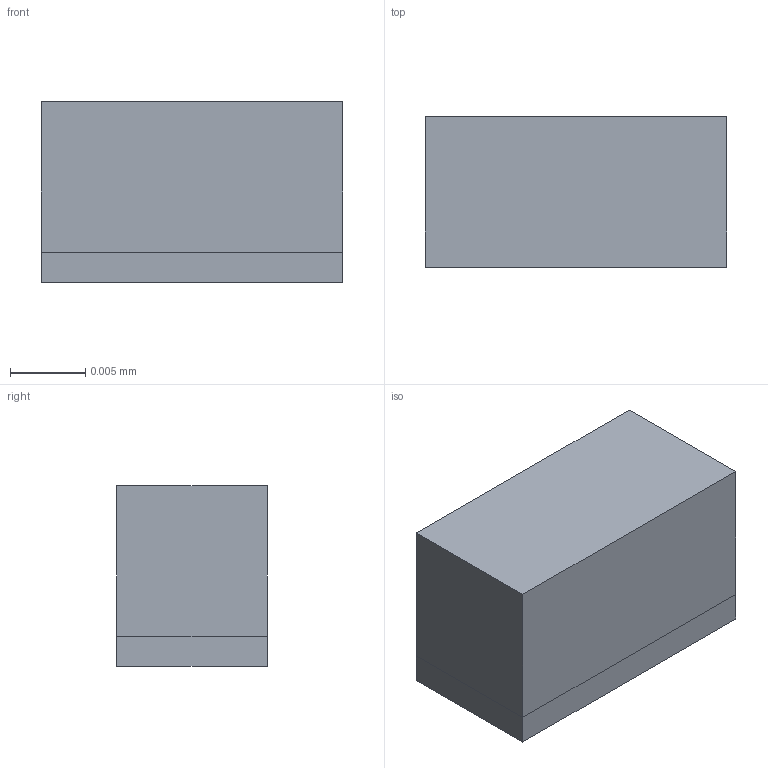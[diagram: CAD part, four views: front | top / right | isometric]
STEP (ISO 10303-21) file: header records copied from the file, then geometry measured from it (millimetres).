
FILE_DESCRIPTION(('STEP AP242'), '1');
FILE_NAME('櫻蠉錪', '2023-04-22T19:55:53', (''), (''), 'ASCON STEP Converter 1.6', 'ASCON Math Kernel', '');
FILE_SCHEMA(('AP242_MANAGED_MODEL_BASED_3D_ENGINEERING_MIM_LF { 1 0 10303 442 1 1 4 }'));
Length unit declared in the file: millimetre
Bounding box: 0.02 x 0.01 x 0.01 mm (x, y, z)
Volume: 0 mm3; surface area: 0 mm2
Topology: 2 solids, 2 shells, 12 faces, 24 edges, 16 vertices
Faces by surface type: bspline 12
Entity records: 454 total; most frequent: CARTESIAN_POINT 89, ORIENTED_EDGE 48, DIRECTION 26, EDGE_CURVE 24, LINE 24, VECTOR 24, VERTEX_POINT 16, COLOUR_RGB 14
